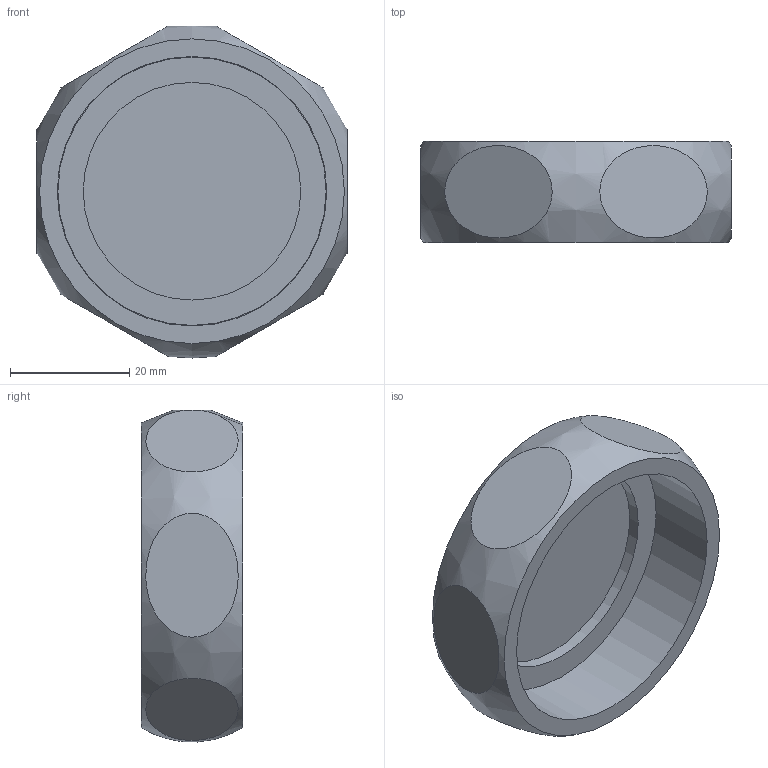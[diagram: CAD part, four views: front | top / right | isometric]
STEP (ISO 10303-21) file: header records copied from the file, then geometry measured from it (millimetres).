
FILE_DESCRIPTION(/* description */ (''),/* implementation_level */ '2;1');
FILE_NAME(/* name */ 'METU_E01V-4004_KST_1-1-2.stp',/* time_stamp */ '2018-10-08T09:56:48+02:00',/* author */ (''),/* organization */ (''),/* preprocessor_version */ 'ST-DEVELOPER v11',/* originating_system */ 'SIEMENS UGS NX 6.0',/* authorisation */ '');
FILE_SCHEMA (('CONFIG_CONTROL_DESIGN'));
Length unit declared in the file: millimetre
Products named in the file (1): garsFA349mzl
Bounding box: 52 x 17 x 55.69 mm (x, y, z)
Volume: 16634.1 mm3; surface area: 10671.8 mm2
Topology: 2 solids, 2 shells, 15 faces, 19 edges, 15 vertices
Faces by surface type: plane 11, cylinder 3, bspline 1
Full cylindrical faces by diameter (mm): 36.5 x1, 45 x1, 45.2 x1
Entity records: 537 total; most frequent: CARTESIAN_POINT 221, DIRECTION 46, EDGE_LOOP 28, ORIENTED_EDGE 28, AXIS2_PLACEMENT_3D 23, FACE_BOUND 20, ADVANCED_FACE 15, VERTEX_POINT 14
